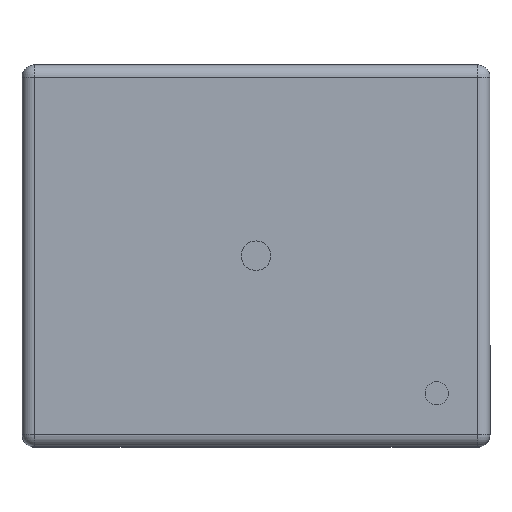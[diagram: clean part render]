
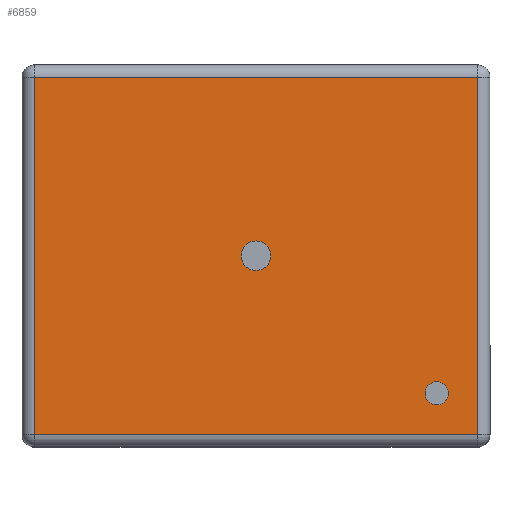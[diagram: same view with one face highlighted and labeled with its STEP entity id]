
A CAD part, top view. The second image highlights one B-rep face of the part: STEP entity #6859.
In plain terms, the highlighted planar face has unit normal (0, 0, 1).
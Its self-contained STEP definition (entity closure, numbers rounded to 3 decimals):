
#63 = EDGE_CURVE ( 'NONE', #7321, #6285, #11234, .T. ) ;
#664 = ORIENTED_EDGE ( 'NONE', *, *, #4431, .F. ) ;
#680 = ORIENTED_EDGE ( 'NONE', *, *, #12167, .T. ) ;
#727 = VECTOR ( 'NONE', #872, 1000. ) ;
#872 = DIRECTION ( 'NONE',  ( 0., 1., 0. ) ) ;
#874 = CARTESIAN_POINT ( 'NONE',  ( 7.342, -5.586, 15.8 ) ) ;
#1201 = VECTOR ( 'NONE', #4352, 1000. ) ;
#1475 = CARTESIAN_POINT ( 'NONE',  ( 6.872, -5.586, 15.8 ) ) ;
#1736 = AXIS2_PLACEMENT_3D ( 'NONE', #3776, #8675, #8439 ) ;
#1745 = VERTEX_POINT ( 'NONE', #13413 ) ;
#1748 = DIRECTION ( 'NONE',  ( 0., 0., 1. ) ) ;
#1841 = CARTESIAN_POINT ( 'NONE',  ( 0., 0., 15.8 ) ) ;
#1846 = VERTEX_POINT ( 'NONE', #6310 ) ;
#1929 = LINE ( 'NONE', #9386, #727 ) ;
#2166 = DIRECTION ( 'NONE',  ( 1., 0., 0. ) ) ;
#2190 = CARTESIAN_POINT ( 'NONE',  ( 9., -7.25, 15.8 ) ) ;
#2652 = VERTEX_POINT ( 'NONE', #13503 ) ;
#3335 = CARTESIAN_POINT ( 'NONE',  ( 0.601, 0., 15.8 ) ) ;
#3657 = DIRECTION ( 'NONE',  ( 0., 0., 1. ) ) ;
#3776 = CARTESIAN_POINT ( 'NONE',  ( 7.342, -5.586, 15.8 ) ) ;
#3794 = LINE ( 'NONE', #5068, #7691 ) ;
#3851 = EDGE_LOOP ( 'NONE', ( #664, #10035 ) ) ;
#4315 = DIRECTION ( 'NONE',  ( 0., 0., 1. ) ) ;
#4352 = DIRECTION ( 'NONE',  ( 0., -1., 0. ) ) ;
#4431 = EDGE_CURVE ( 'NONE', #15328, #14642, #14026, .T. ) ;
#4497 = CARTESIAN_POINT ( 'NONE',  ( -9., -7.75, 15.8 ) ) ;
#5041 = EDGE_CURVE ( 'NONE', #1745, #1846, #11836, .T. ) ;
#5068 = CARTESIAN_POINT ( 'NONE',  ( -9.5, 7.25, 15.8 ) ) ;
#5117 = VERTEX_POINT ( 'NONE', #2190 ) ;
#5195 = EDGE_LOOP ( 'NONE', ( #13714, #8565 ) ) ;
#6285 = VERTEX_POINT ( 'NONE', #12369 ) ;
#6310 = CARTESIAN_POINT ( 'NONE',  ( -9., -7.25, 15.8 ) ) ;
#6500 = EDGE_CURVE ( 'NONE', #5117, #2652, #1929, .T. ) ;
#6723 = DIRECTION ( 'NONE',  ( 1., 0., 0. ) ) ;
#6784 = FACE_OUTER_BOUND ( 'NONE', #12680, .T. ) ;
#6859 = ADVANCED_FACE ( 'NONE', ( #8010, #7928, #6784 ), #11633, .T. ) ;
#7321 = VERTEX_POINT ( 'NONE', #1475 ) ;
#7691 = VECTOR ( 'NONE', #11285, 1000. ) ;
#7730 = ORIENTED_EDGE ( 'NONE', *, *, #5041, .T. ) ;
#7928 = FACE_BOUND ( 'NONE', #3851, .T. ) ;
#8005 = AXIS2_PLACEMENT_3D ( 'NONE', #874, #14301, #8416 ) ;
#8010 = FACE_BOUND ( 'NONE', #5195, .T. ) ;
#8416 = DIRECTION ( 'NONE',  ( 1., 0., 0. ) ) ;
#8439 = DIRECTION ( 'NONE',  ( 1., 0., 0. ) ) ;
#8552 = DIRECTION ( 'NONE',  ( 1., 0., 0. ) ) ;
#8565 = ORIENTED_EDGE ( 'NONE', *, *, #63, .F. ) ;
#8639 = CARTESIAN_POINT ( 'NONE',  ( -0.601, 0., 15.8 ) ) ;
#8675 = DIRECTION ( 'NONE',  ( 0., 0., 1. ) ) ;
#9386 = CARTESIAN_POINT ( 'NONE',  ( 9., 7.75, 15.8 ) ) ;
#9470 = LINE ( 'NONE', #11890, #12878 ) ;
#9862 = ORIENTED_EDGE ( 'NONE', *, *, #13499, .T. ) ;
#9924 = EDGE_CURVE ( 'NONE', #14642, #15328, #11788, .T. ) ;
#10035 = ORIENTED_EDGE ( 'NONE', *, *, #9924, .F. ) ;
#10253 = AXIS2_PLACEMENT_3D ( 'NONE', #15706, #3657, #8552 ) ;
#10266 = CARTESIAN_POINT ( 'NONE',  ( 0., 0., 15.8 ) ) ;
#10348 = DIRECTION ( 'NONE',  ( 1., 0., 0. ) ) ;
#10439 = AXIS2_PLACEMENT_3D ( 'NONE', #1841, #4315, #6723 ) ;
#11234 = CIRCLE ( 'NONE', #1736, 0.469 ) ;
#11285 = DIRECTION ( 'NONE',  ( -1., 0., 0. ) ) ;
#11633 = PLANE ( 'NONE',  #10253 ) ;
#11788 = CIRCLE ( 'NONE', #14110, 0.601 ) ;
#11836 = LINE ( 'NONE', #4497, #1201 ) ;
#11890 = CARTESIAN_POINT ( 'NONE',  ( 9.5, -7.25, 15.8 ) ) ;
#12167 = EDGE_CURVE ( 'NONE', #2652, #1745, #3794, .T. ) ;
#12369 = CARTESIAN_POINT ( 'NONE',  ( 7.811, -5.586, 15.8 ) ) ;
#12680 = EDGE_LOOP ( 'NONE', ( #7730, #9862, #14252, #680 ) ) ;
#12878 = VECTOR ( 'NONE', #2166, 1000. ) ;
#13413 = CARTESIAN_POINT ( 'NONE',  ( -9., 7.25, 15.8 ) ) ;
#13499 = EDGE_CURVE ( 'NONE', #1846, #5117, #9470, .T. ) ;
#13503 = CARTESIAN_POINT ( 'NONE',  ( 9., 7.25, 15.8 ) ) ;
#13714 = ORIENTED_EDGE ( 'NONE', *, *, #14990, .F. ) ;
#14026 = CIRCLE ( 'NONE', #10439, 0.601 ) ;
#14110 = AXIS2_PLACEMENT_3D ( 'NONE', #10266, #1748, #10348 ) ;
#14179 = CIRCLE ( 'NONE', #8005, 0.469 ) ;
#14252 = ORIENTED_EDGE ( 'NONE', *, *, #6500, .T. ) ;
#14301 = DIRECTION ( 'NONE',  ( 0., 0., 1. ) ) ;
#14642 = VERTEX_POINT ( 'NONE', #8639 ) ;
#14990 = EDGE_CURVE ( 'NONE', #6285, #7321, #14179, .T. ) ;
#15328 = VERTEX_POINT ( 'NONE', #3335 ) ;
#15706 = CARTESIAN_POINT ( 'NONE',  ( 0., 0., 15.8 ) ) ;
